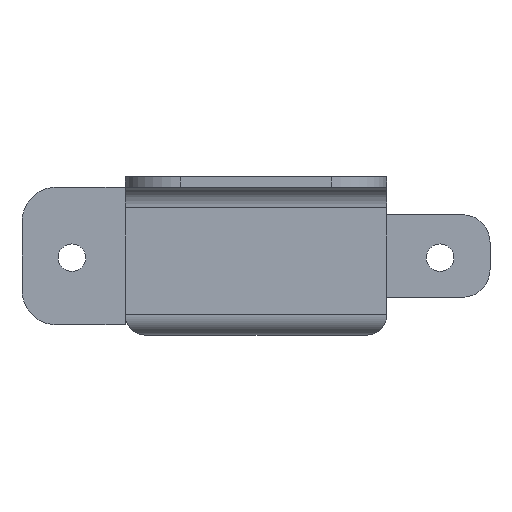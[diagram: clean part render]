
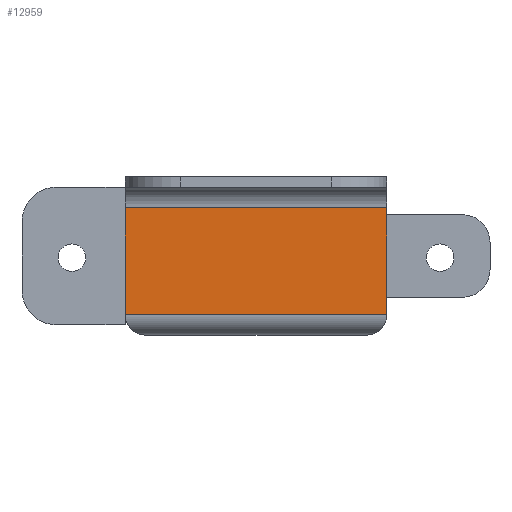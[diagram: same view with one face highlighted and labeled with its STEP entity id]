
A CAD part, left-side view. The second image highlights one B-rep face of the part: STEP entity #12959.
In plain terms, the highlighted face is planar.
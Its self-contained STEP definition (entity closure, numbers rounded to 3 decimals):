
#277=DIRECTION('',(0.,0.,-1.));
#278=VECTOR('',#277,15.5);
#279=CARTESIAN_POINT('',(313.781,-19.,-3.));
#280=LINE('',#279,#278);
#3412=DIRECTION('',(0.,1.,0.));
#3413=VECTOR('',#3412,38.);
#3414=CARTESIAN_POINT('',(313.781,-19.,-18.5));
#3415=LINE('',#3414,#3413);
#3444=DIRECTION('',(0.,0.,-1.));
#3445=VECTOR('',#3444,15.5);
#3446=CARTESIAN_POINT('',(313.781,19.,-3.));
#3447=LINE('',#3446,#3445);
#3458=DIRECTION('',(0.,-1.,0.));
#3459=VECTOR('',#3458,38.);
#3460=CARTESIAN_POINT('',(313.781,19.,-3.));
#3461=LINE('',#3460,#3459);
#9911=CARTESIAN_POINT('',(313.781,-19.,-3.));
#9912=VERTEX_POINT('',#9911);
#9913=CARTESIAN_POINT('',(313.781,-19.,-18.5));
#9914=VERTEX_POINT('',#9913);
#11001=CARTESIAN_POINT('',(313.781,19.,-18.5));
#11002=VERTEX_POINT('',#11001);
#11003=CARTESIAN_POINT('',(313.781,19.,-3.));
#11004=VERTEX_POINT('',#11003);
#12947=CARTESIAN_POINT('',(313.781,-19.,-21.5));
#12948=DIRECTION('',(1.,0.,0.));
#12949=DIRECTION('',(0.,0.,1.));
#12950=AXIS2_PLACEMENT_3D('',#12947,#12948,#12949);
#12951=PLANE('',#12950);
#12952=ORIENTED_EDGE('',*,*,#12941,.F.);
#12953=ORIENTED_EDGE('',*,*,#11729,.F.);
#12955=ORIENTED_EDGE('',*,*,#12954,.F.);
#12956=ORIENTED_EDGE('',*,*,#12106,.T.);
#12957=EDGE_LOOP('',(#12952,#12953,#12955,#12956));
#12958=FACE_OUTER_BOUND('',#12957,.F.);
#11729=EDGE_CURVE('',#9912,#9914,#280,.T.);
#12106=EDGE_CURVE('',#11004,#11002,#3447,.T.);
#12941=EDGE_CURVE('',#9914,#11002,#3415,.T.);
#12954=EDGE_CURVE('',#11004,#9912,#3461,.T.);
#12959=ADVANCED_FACE('',(#12958),#12951,.T.);
